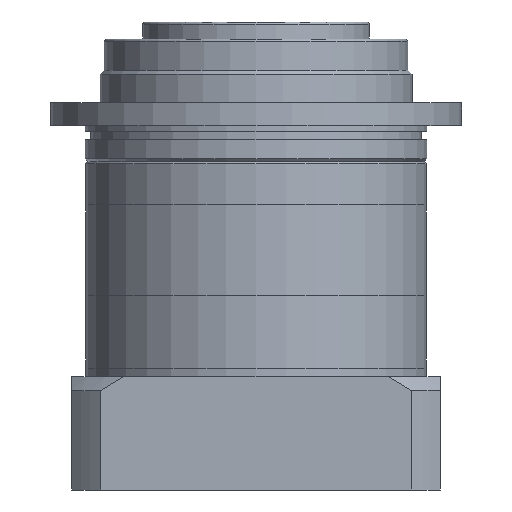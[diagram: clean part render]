
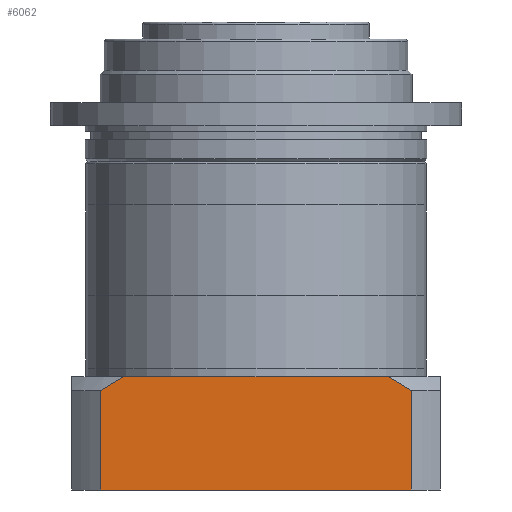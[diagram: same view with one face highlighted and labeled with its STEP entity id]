
A CAD part, front view. The second image highlights one B-rep face of the part: STEP entity #6062.
In plain terms, the highlighted planar face has unit normal (0, -1, 0).
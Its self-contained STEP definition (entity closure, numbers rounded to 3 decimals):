
#36 = ORIENTED_EDGE ( 'NONE', *, *, #4700, .F. ) ;
#81 = DIRECTION ( 'NONE',  ( 0., 0., 1. ) ) ;
#107 = CARTESIAN_POINT ( 'NONE',  ( -54.772, -65., -40. ) ) ;
#391 = DIRECTION ( 'NONE',  ( -1., 0., 0. ) ) ;
#580 = VECTOR ( 'NONE', #6644, 1000. ) ;
#600 = CARTESIAN_POINT ( 'NONE',  ( 46.637, -65., 0. ) ) ;
#787 = ORIENTED_EDGE ( 'NONE', *, *, #5340, .T. ) ;
#812 = CARTESIAN_POINT ( 'NONE',  ( 54.772, -65., -40. ) ) ;
#1057 = VERTEX_POINT ( 'NONE', #7454 ) ;
#1217 = CARTESIAN_POINT ( 'NONE',  ( -54.772, -65., -5. ) ) ;
#1252 = CARTESIAN_POINT ( 'NONE',  ( -49.388, -65., -1.603 ) ) ;
#1281 = CARTESIAN_POINT ( 'NONE',  ( -52.096, -65., -3.275 ) ) ;
#1306 = CARTESIAN_POINT ( 'NONE',  ( -46.637, -65., 0. ) ) ;
#1349 = AXIS2_PLACEMENT_3D ( 'NONE', #6417, #6352, #6306 ) ;
#1818 = ORIENTED_EDGE ( 'NONE', *, *, #5253, .T. ) ;
#2297 = VERTEX_POINT ( 'NONE', #600 ) ;
#2860 = DIRECTION ( 'NONE',  ( -1., 0., 0. ) ) ;
#2913 = CARTESIAN_POINT ( 'NONE',  ( 54.772, -65., 0. ) ) ;
#3977 = LINE ( 'NONE', #6852, #580 ) ;
#4066 = VERTEX_POINT ( 'NONE', #5058 ) ;
#4605 = VECTOR ( 'NONE', #391, 1000. ) ;
#4700 = EDGE_CURVE ( 'NONE', #5012, #1057, #6516, .T. ) ;
#4885 = LINE ( 'NONE', #2913, #6592 ) ;
#5012 = VERTEX_POINT ( 'NONE', #7622 ) ;
#5036 = EDGE_LOOP ( 'NONE', ( #6688, #1818, #7503, #787, #6819, #36 ) ) ;
#5058 = CARTESIAN_POINT ( 'NONE',  ( -46.637, -65., 0. ) ) ;
#5074 = FACE_OUTER_BOUND ( 'NONE', #5036, .T. ) ;
#5178 = EDGE_CURVE ( 'NONE', #5012, #5602, #3977, .T. ) ;
#5224 = VERTEX_POINT ( 'NONE', #5403 ) ;
#5253 = EDGE_CURVE ( 'NONE', #5602, #2297, #5700, .T. ) ;
#5284 = EDGE_CURVE ( 'NONE', #2297, #4066, #4885, .T. ) ;
#5340 = EDGE_CURVE ( 'NONE', #4066, #5224, #6056, .T. ) ;
#5381 = CARTESIAN_POINT ( 'NONE',  ( 54.772, -65., -5. ) ) ;
#5387 = EDGE_CURVE ( 'NONE', #1057, #5224, #7500, .T. ) ;
#5403 = CARTESIAN_POINT ( 'NONE',  ( -54.772, -65., -5. ) ) ;
#5602 = VERTEX_POINT ( 'NONE', #5381 ) ;
#5700 = B_SPLINE_CURVE_WITH_KNOTS ( 'NONE', 3,
 ( #6270, #5984, #6351, #6361 ),
 .UNSPECIFIED., .F., .F.,
 ( 4, 4 ),
 ( 0., 0.01 ),
 .UNSPECIFIED. ) ;
#5777 = VECTOR ( 'NONE', #81, 1000. ) ;
#5984 = CARTESIAN_POINT ( 'NONE',  ( 52.096, -65., -3.275 ) ) ;
#6056 = B_SPLINE_CURVE_WITH_KNOTS ( 'NONE', 3,
 ( #1306, #1252, #1281, #1217 ),
 .UNSPECIFIED., .F., .F.,
 ( 4, 4 ),
 ( 0., 0.01 ),
 .UNSPECIFIED. ) ;
#6062 = ADVANCED_FACE ( 'NONE', ( #5074 ), #6579, .F. ) ;
#6270 = CARTESIAN_POINT ( 'NONE',  ( 54.772, -65., -5. ) ) ;
#6306 = DIRECTION ( 'NONE',  ( 0., 0., 1. ) ) ;
#6351 = CARTESIAN_POINT ( 'NONE',  ( 49.388, -65., -1.603 ) ) ;
#6352 = DIRECTION ( 'NONE',  ( 0., 1., 0. ) ) ;
#6361 = CARTESIAN_POINT ( 'NONE',  ( 46.637, -65., 0. ) ) ;
#6417 = CARTESIAN_POINT ( 'NONE',  ( 54.772, -65., -40. ) ) ;
#6516 = LINE ( 'NONE', #812, #4605 ) ;
#6579 = PLANE ( 'NONE',  #1349 ) ;
#6592 = VECTOR ( 'NONE', #2860, 1000. ) ;
#6644 = DIRECTION ( 'NONE',  ( 0., 0., 1. ) ) ;
#6688 = ORIENTED_EDGE ( 'NONE', *, *, #5178, .T. ) ;
#6819 = ORIENTED_EDGE ( 'NONE', *, *, #5387, .F. ) ;
#6852 = CARTESIAN_POINT ( 'NONE',  ( 54.772, -65., -40. ) ) ;
#7454 = CARTESIAN_POINT ( 'NONE',  ( -54.772, -65., -40. ) ) ;
#7500 = LINE ( 'NONE', #107, #5777 ) ;
#7503 = ORIENTED_EDGE ( 'NONE', *, *, #5284, .T. ) ;
#7622 = CARTESIAN_POINT ( 'NONE',  ( 54.772, -65., -40. ) ) ;
